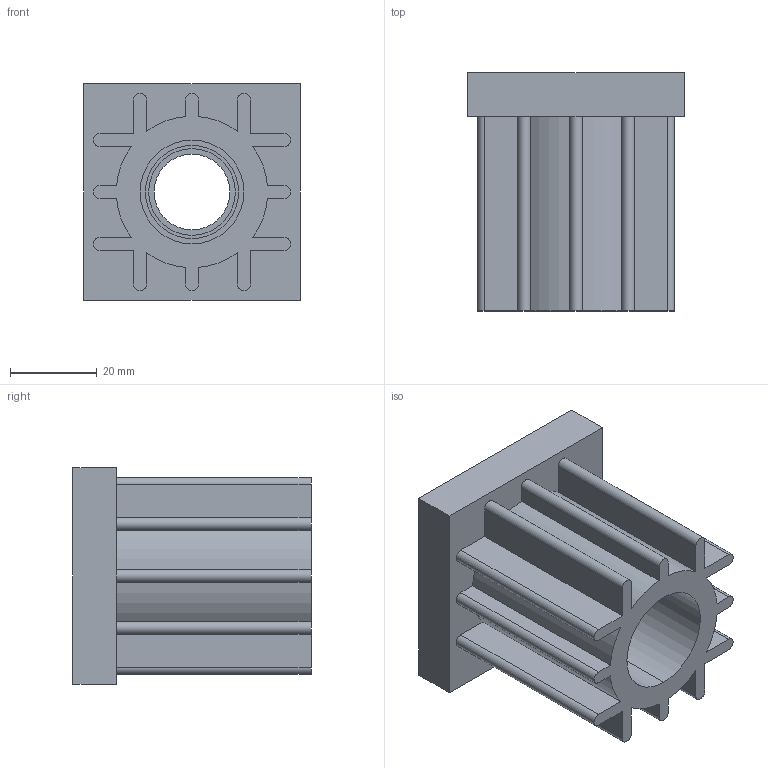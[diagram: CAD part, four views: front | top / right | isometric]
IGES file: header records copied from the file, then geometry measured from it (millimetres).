
Start section:  PTC IGES file: r0224-63001.igs
Global section: file name: r0224-63001.igs; native system: Pro/ENGINEER by Parametric Technology Corporation; preprocessor: 2006200; author: Andrea.Castagnoli; organization: Unknown; date: 20070622.123456; units: millimetre
Bounding box: 50 x 55 x 50 mm (x, y, z)
Volume: 62439.1 mm3; surface area: 29820.4 mm2
Topology: 2 solids, 3 shells, 71 faces, 188 edges, 126 vertices
Faces by surface type: bspline 37, revolution 34
